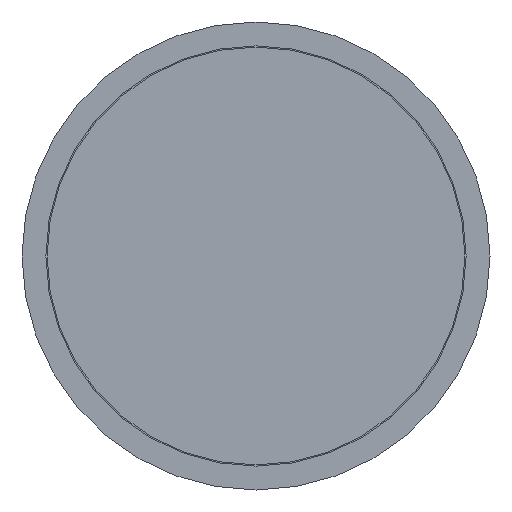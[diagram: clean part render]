
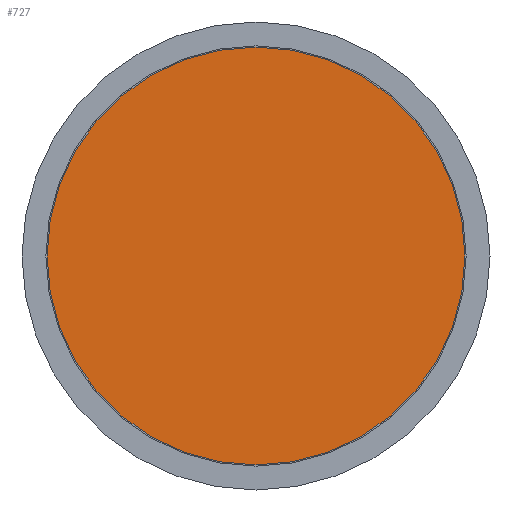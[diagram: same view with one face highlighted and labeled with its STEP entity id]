
A CAD part, front view. The second image highlights one B-rep face of the part: STEP entity #727.
In plain terms, the highlighted planar face has unit normal (0, -1, 0).
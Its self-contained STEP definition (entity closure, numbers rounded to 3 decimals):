
#42 = EDGE_LOOP ( 'NONE', ( #818 ) ) ;
#50 = VERTEX_POINT ( 'NONE', #61 ) ;
#61 = CARTESIAN_POINT ( 'NONE',  ( 0., 0., -43.75 ) ) ;
#70 = CARTESIAN_POINT ( 'NONE',  ( -43.75, 0., 0. ) ) ;
#148 = CIRCLE ( 'NONE', #683, 43.75 ) ;
#156 = DIRECTION ( 'NONE',  ( 0., 1., 0. ) ) ;
#202 = DIRECTION ( 'NONE',  ( 0., -1., 0. ) ) ;
#358 = FACE_OUTER_BOUND ( 'NONE', #42, .T. ) ;
#427 = AXIS2_PLACEMENT_3D ( 'NONE', #70, #156, #604 ) ;
#566 = CARTESIAN_POINT ( 'NONE',  ( 0., 0., 0. ) ) ;
#604 = DIRECTION ( 'NONE',  ( 0., 0., 1. ) ) ;
#683 = AXIS2_PLACEMENT_3D ( 'NONE', #566, #202, #726 ) ;
#719 = EDGE_CURVE ( 'NONE', #50, #50, #148, .T. ) ;
#726 = DIRECTION ( 'NONE',  ( 0., 0., -1. ) ) ;
#727 = ADVANCED_FACE ( 'NONE', ( #358 ), #821, .F. ) ;
#818 = ORIENTED_EDGE ( 'NONE', *, *, #719, .T. ) ;
#821 = PLANE ( 'NONE',  #427 ) ;
